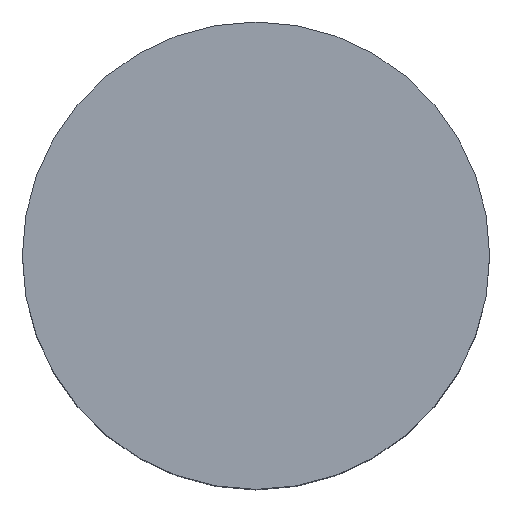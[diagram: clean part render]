
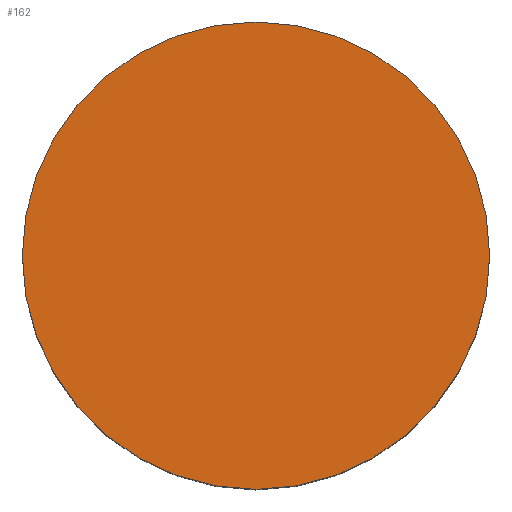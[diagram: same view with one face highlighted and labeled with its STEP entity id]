
A CAD part, top view. The second image highlights one B-rep face of the part: STEP entity #162.
In plain terms, the highlighted planar face has unit normal (0, 0, 1).
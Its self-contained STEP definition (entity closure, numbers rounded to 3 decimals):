
#45 = CIRCLE ( 'NONE', #105, 4.95 ) ;
#56 = FACE_OUTER_BOUND ( 'NONE', #93, .T. ) ;
#72 = ORIENTED_EDGE ( 'NONE', *, *, #118, .T. ) ;
#84 = CIRCLE ( 'NONE', #122, 4.95 ) ;
#90 = ORIENTED_EDGE ( 'NONE', *, *, #115, .T. ) ;
#93 = EDGE_LOOP ( 'NONE', ( #72, #90 ) ) ;
#105 = AXIS2_PLACEMENT_3D ( 'NONE', #270, #291, #285 ) ;
#115 = EDGE_CURVE ( 'NONE', #255, #251, #84, .T. ) ;
#118 = EDGE_CURVE ( 'NONE', #251, #255, #45, .T. ) ;
#122 = AXIS2_PLACEMENT_3D ( 'NONE', #267, #272, #256 ) ;
#146 = AXIS2_PLACEMENT_3D ( 'NONE', #198, #231, #187 ) ;
#162 = ADVANCED_FACE ( 'NONE', ( #56 ), #185, .T. ) ;
#179 = CARTESIAN_POINT ( 'NONE',  ( -52.348, 8.112, 7.1 ) ) ;
#185 = PLANE ( 'NONE',  #146 ) ;
#187 = DIRECTION ( 'NONE',  ( 1., 0., 0. ) ) ;
#198 = CARTESIAN_POINT ( 'NONE',  ( -47.398, 8.112, 7.1 ) ) ;
#202 = CARTESIAN_POINT ( 'NONE',  ( -42.448, 8.112, 7.1 ) ) ;
#231 = DIRECTION ( 'NONE',  ( 0., 0., 1. ) ) ;
#251 = VERTEX_POINT ( 'NONE', #179 ) ;
#255 = VERTEX_POINT ( 'NONE', #202 ) ;
#256 = DIRECTION ( 'NONE',  ( 1., 0., 0. ) ) ;
#267 = CARTESIAN_POINT ( 'NONE',  ( -47.398, 8.112, 7.1 ) ) ;
#270 = CARTESIAN_POINT ( 'NONE',  ( -47.398, 8.112, 7.1 ) ) ;
#272 = DIRECTION ( 'NONE',  ( 0., 0., 1. ) ) ;
#285 = DIRECTION ( 'NONE',  ( 1., 0., 0. ) ) ;
#291 = DIRECTION ( 'NONE',  ( 0., 0., 1. ) ) ;
